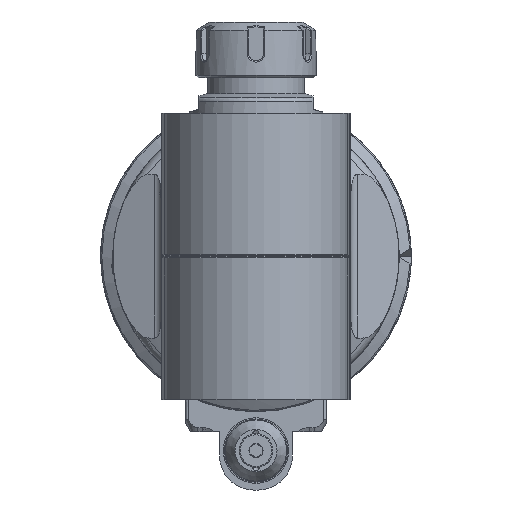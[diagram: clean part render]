
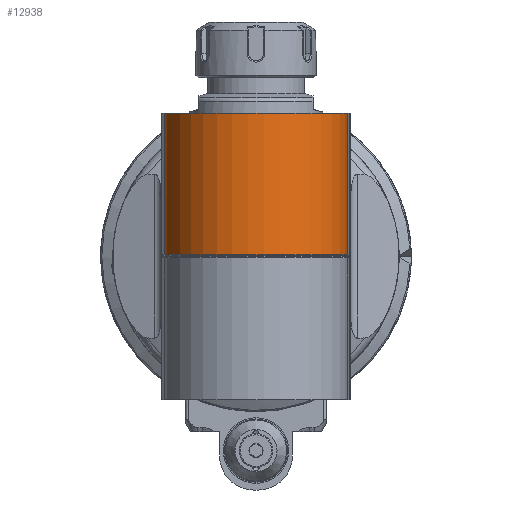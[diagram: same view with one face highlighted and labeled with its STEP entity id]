
A CAD part, front view. The second image highlights one B-rep face of the part: STEP entity #12938.
In plain terms, the highlighted cylindrical face has radius 38 mm (diameter 76 mm), a partial arc.
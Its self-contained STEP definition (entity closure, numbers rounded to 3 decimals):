
#564=CYLINDRICAL_SURFACE('',#14142,38.);
#1112=CIRCLE('',#14128,38.);
#1119=CIRCLE('',#14140,38.);
#1682=FACE_OUTER_BOUND('',#2412,.T.);
#2412=EDGE_LOOP('',(#10291,#10292,#10293,#10294));
#3567=LINE('',#35224,#4514);
#3583=LINE('',#35404,#4530);
#4514=VECTOR('',#16693,58.334);
#4530=VECTOR('',#16733,58.334);
#5676=VERTEX_POINT('',#35165);
#5677=VERTEX_POINT('',#35167);
#5693=VERTEX_POINT('',#35222);
#5727=VERTEX_POINT('',#35398);
#7346=EDGE_CURVE('',#5676,#5677,#1112,.T.);
#7365=EDGE_CURVE('',#5676,#5693,#3567,.T.);
#7402=EDGE_CURVE('',#5727,#5693,#1119,.T.);
#7405=EDGE_CURVE('',#5727,#5677,#3583,.T.);
#10291=ORIENTED_EDGE('',*,*,#7402,.F.);
#10292=ORIENTED_EDGE('',*,*,#7405,.T.);
#10293=ORIENTED_EDGE('',*,*,#7346,.F.);
#10294=ORIENTED_EDGE('',*,*,#7365,.T.);
#12938=ADVANCED_FACE('',(#1682),#564,.T.);
#14128=AXIS2_PLACEMENT_3D('',#35168,#16680,#16681);
#14140=AXIS2_PLACEMENT_3D('',#35399,#16726,#16727);
#14142=AXIS2_PLACEMENT_3D('',#35403,#16731,#16732);
#16680=DIRECTION('center_axis',(0.,-1.,0.));
#16681=DIRECTION('ref_axis',(0.087,0.,-0.996));
#16693=DIRECTION('',(0.,1.,0.));
#16726=DIRECTION('center_axis',(0.,1.,0.));
#16727=DIRECTION('ref_axis',(0.087,0.,0.996));
#16731=DIRECTION('center_axis',(0.,1.,0.));
#16732=DIRECTION('ref_axis',(1.,0.,0.));
#16733=DIRECTION('',(0.,-1.,0.));
#35165=CARTESIAN_POINT('',(176.312,-59.,-37.855));
#35167=CARTESIAN_POINT('',(176.312,-59.,37.855));
#35168=CARTESIAN_POINT('Origin',(173.,-59.,0.));
#35222=CARTESIAN_POINT('',(176.312,-0.666,-37.855));
#35224=CARTESIAN_POINT('',(176.312,-59.,-37.855));
#35398=CARTESIAN_POINT('',(176.312,-0.666,37.855));
#35399=CARTESIAN_POINT('Origin',(173.,-0.666,0.));
#35403=CARTESIAN_POINT('Origin',(173.,-70.8,0.));
#35404=CARTESIAN_POINT('',(176.312,-0.666,37.855));
